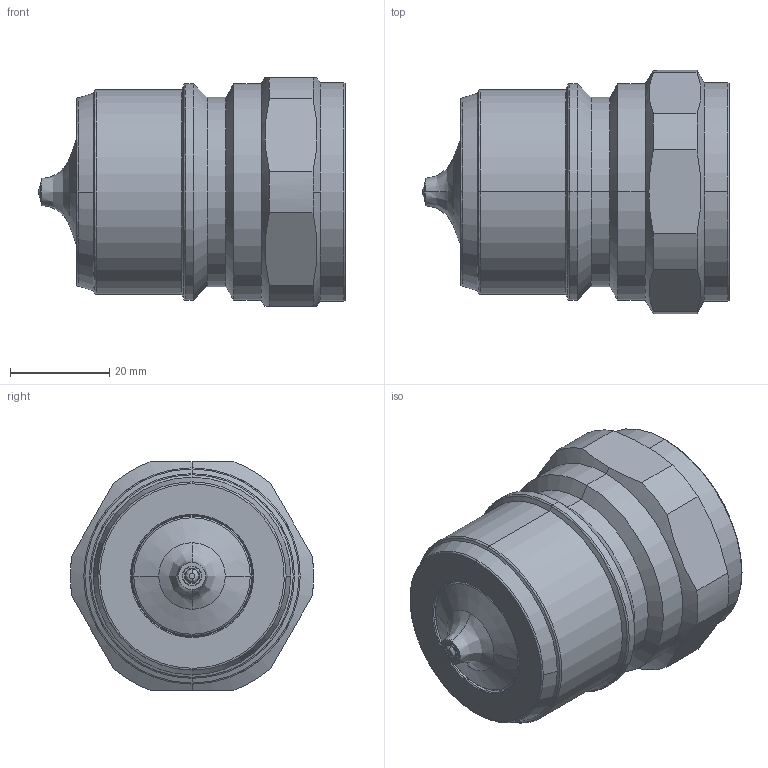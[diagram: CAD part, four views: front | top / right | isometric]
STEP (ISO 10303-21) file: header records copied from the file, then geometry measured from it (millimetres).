
FILE_DESCRIPTION (( 'STEP AP214' ), '1' );
FILE_NAME ('10021 RFV.STEP', '2015-09-04T07:36:30', ( 'admin' ), ( 'Microsoft' ), 'SwSTEP 2.0', 'SolidWorks 2009', '' );
FILE_SCHEMA (( 'AUTOMOTIVE_DESIGN' ));
Length unit declared in the file: millimetre
Products named in the file (1): 10021 RFV
Bounding box: 61.6 x 49 x 46 mm (x, y, z)
Volume: 62405.5 mm3; surface area: 12919.8 mm2
Topology: 1 solids, 1 shells, 79 faces, 186 edges, 114 vertices
Faces by surface type: cone 30, cylinder 24, plane 13, bspline 12
Entity records: 3410 total; most frequent: CARTESIAN_POINT 698, DIRECTION 412, ORIENTED_EDGE 372, EDGE_CURVE 186, AXIS2_PLACEMENT_3D 176, VERTEX_POINT 114, CIRCLE 108, EDGE_LOOP 84
